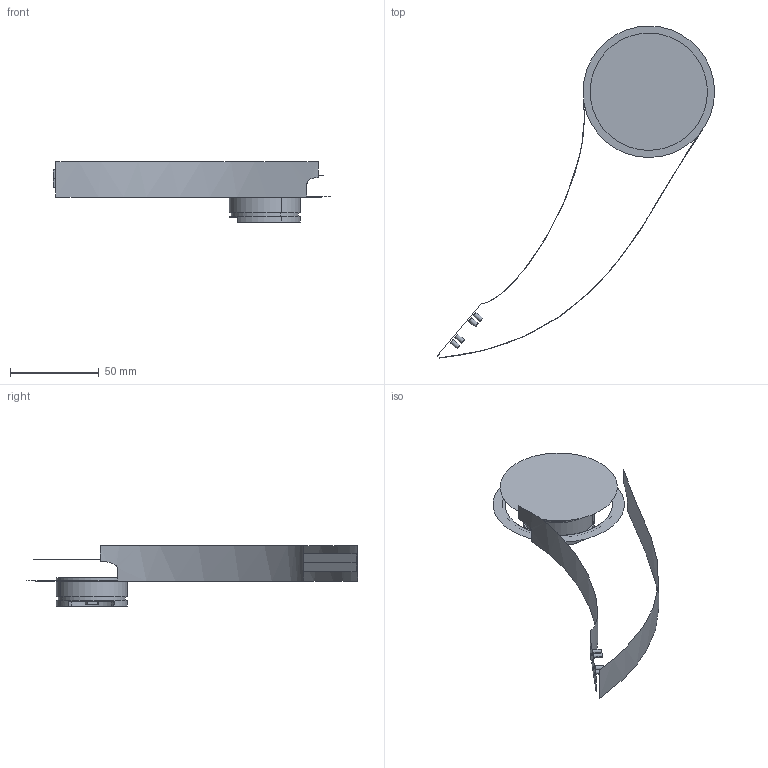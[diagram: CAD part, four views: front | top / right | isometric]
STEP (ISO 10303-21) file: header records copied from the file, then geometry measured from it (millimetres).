
FILE_DESCRIPTION(('CATIA V5 STEP Exchange'),'2;1');
FILE_NAME('NewFI.stp','2018-06-21T22:12:47+00:00',('none'),('none'),'Version 5-6 Release 2013','CATIA V5 STEP AP203','none');
FILE_SCHEMA(('CONFIG_CONTROL_DESIGN'));
Length unit declared in the file: millimetre
Products named in the file (1): Extracted features
Bounding box: 155.88 x 186.77 x 34.31 mm (x, y, z)
Surface area: 16627.8 mm2 (no closed solid volume)
Topology: 0 solids, 26 shells, 34 faces, 145 edges, 138 vertices
Faces by surface type: cylinder 18, plane 14, bspline 2
Entity records: 1675 total; most frequent: CARTESIAN_POINT 528, DIRECTION 173, ORIENTED_EDGE 160, EDGE_CURVE 145, VERTEX_POINT 138, AXIS2_PLACEMENT_3D 84, VECTOR 63, LINE 63
